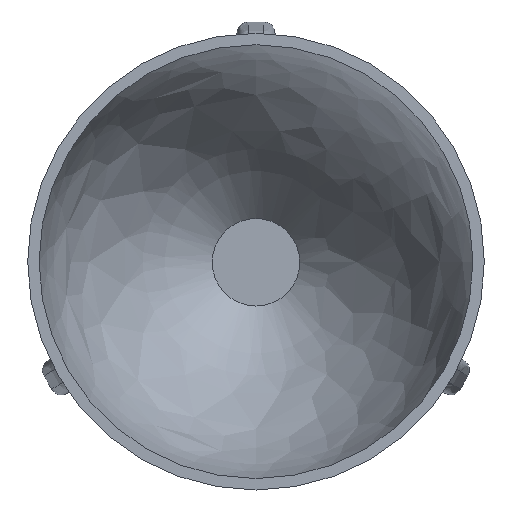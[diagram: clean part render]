
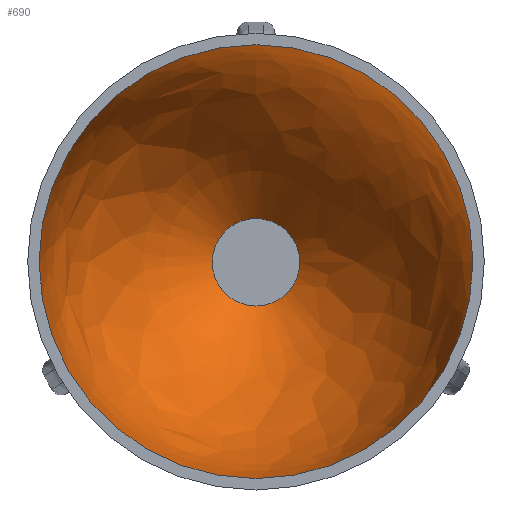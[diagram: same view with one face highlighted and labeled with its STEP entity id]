
A CAD part, top view. The second image highlights one B-rep face of the part: STEP entity #690.
In plain terms, the highlighted free-form (B-spline) face has degree [2, 2] with [3, 9] control points.
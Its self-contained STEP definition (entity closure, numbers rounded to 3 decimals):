
#121=FACE_OUTER_BOUND('',#163,.T.);
#163=EDGE_LOOP('',(#625,#626,#627,#628,#629));
#256=CIRCLE('',#765,56.997);
#257=CIRCLE('',#766,138.878);
#258=CIRCLE('',#767,11.5);
#259=CIRCLE('',#768,11.5);
#327=VERTEX_POINT('',#1902);
#328=VERTEX_POINT('',#1904);
#329=VERTEX_POINT('',#1906);
#432=EDGE_CURVE('',#327,#327,#256,.T.);
#433=EDGE_CURVE('',#327,#328,#257,.T.);
#434=EDGE_CURVE('',#328,#329,#258,.F.);
#435=EDGE_CURVE('',#329,#328,#259,.F.);
#625=ORIENTED_EDGE('',*,*,#432,.F.);
#626=ORIENTED_EDGE('',*,*,#433,.T.);
#627=ORIENTED_EDGE('',*,*,#434,.T.);
#628=ORIENTED_EDGE('',*,*,#435,.T.);
#629=ORIENTED_EDGE('',*,*,#433,.F.);
#653=(
BOUNDED_SURFACE()
B_SPLINE_SURFACE(2,2,((#1875,#1876,#1877,#1878,#1879,#1880,#1881,#1882,
#1883),(#1884,#1885,#1886,#1887,#1888,#1889,#1890,#1891,#1892),(#1893,#1894,
#1895,#1896,#1897,#1898,#1899,#1900,#1901)),.UNSPECIFIED.,.F.,.T.,.F.)
B_SPLINE_SURFACE_WITH_KNOTS((3,3),(3,2,2,2,3),(0.046,0.835),
(-3.142,-1.571,0.,1.571,3.142),
 .UNSPECIFIED.)
GEOMETRIC_REPRESENTATION_ITEM()
RATIONAL_B_SPLINE_SURFACE(((1.,0.707,1.,0.707,1.,
0.707,1.,0.707,1.),(0.923,0.653,
0.923,0.653,0.923,0.653,0.923,
0.653,0.923),(1.,0.707,1.,0.707,
1.,0.707,1.,0.707,1.)))
REPRESENTATION_ITEM('')
SURFACE()
);
#690=ADVANCED_FACE('',(#121),#653,.T.);
#765=AXIS2_PLACEMENT_3D('',#1903,#900,#901);
#766=AXIS2_PLACEMENT_3D('',#1905,#902,#903);
#767=AXIS2_PLACEMENT_3D('',#1907,#904,#905);
#768=AXIS2_PLACEMENT_3D('',#1908,#906,#907);
#900=DIRECTION('center_axis',(0.,0.,-1.));
#901=DIRECTION('ref_axis',(-1.,0.,0.));
#902=DIRECTION('center_axis',(0.,1.,0.));
#903=DIRECTION('ref_axis',(1.,0.,0.));
#904=DIRECTION('center_axis',(0.,0.,1.));
#905=DIRECTION('ref_axis',(1.,0.,0.));
#906=DIRECTION('center_axis',(0.,0.,1.));
#907=DIRECTION('ref_axis',(1.,0.,0.));
#1875=CARTESIAN_POINT('Ctrl Pts',(56.997,0.,99.619));
#1876=CARTESIAN_POINT('Ctrl Pts',(56.997,-56.997,99.619));
#1877=CARTESIAN_POINT('Ctrl Pts',(0.,-56.997,99.619));
#1878=CARTESIAN_POINT('Ctrl Pts',(-56.997,-56.997,99.619));
#1879=CARTESIAN_POINT('Ctrl Pts',(-56.997,0.,99.619));
#1880=CARTESIAN_POINT('Ctrl Pts',(-56.997,56.997,99.619));
#1881=CARTESIAN_POINT('Ctrl Pts',(0.,56.997,99.619));
#1882=CARTESIAN_POINT('Ctrl Pts',(56.997,56.997,99.619));
#1883=CARTESIAN_POINT('Ctrl Pts',(56.997,0.,99.619));
#1884=CARTESIAN_POINT('Ctrl Pts',(54.353,0.,41.858));
#1885=CARTESIAN_POINT('Ctrl Pts',(54.353,-54.353,41.858));
#1886=CARTESIAN_POINT('Ctrl Pts',(0.,-54.353,41.858));
#1887=CARTESIAN_POINT('Ctrl Pts',(-54.353,-54.353,41.858));
#1888=CARTESIAN_POINT('Ctrl Pts',(-54.353,0.,41.858));
#1889=CARTESIAN_POINT('Ctrl Pts',(-54.353,54.353,41.858));
#1890=CARTESIAN_POINT('Ctrl Pts',(0.,54.353,41.858));
#1891=CARTESIAN_POINT('Ctrl Pts',(54.353,54.353,41.858));
#1892=CARTESIAN_POINT('Ctrl Pts',(54.353,0.,41.858));
#1893=CARTESIAN_POINT('Ctrl Pts',(11.5,0.,3.04));
#1894=CARTESIAN_POINT('Ctrl Pts',(11.5,-11.5,3.04));
#1895=CARTESIAN_POINT('Ctrl Pts',(0.,-11.5,3.04));
#1896=CARTESIAN_POINT('Ctrl Pts',(-11.5,-11.5,3.04));
#1897=CARTESIAN_POINT('Ctrl Pts',(-11.5,0.,3.04));
#1898=CARTESIAN_POINT('Ctrl Pts',(-11.5,11.5,3.04));
#1899=CARTESIAN_POINT('Ctrl Pts',(0.,11.5,3.04));
#1900=CARTESIAN_POINT('Ctrl Pts',(11.5,11.5,3.04));
#1901=CARTESIAN_POINT('Ctrl Pts',(11.5,0.,3.04));
#1902=CARTESIAN_POINT('',(56.997,0.,99.619));
#1903=CARTESIAN_POINT('Origin',(0.,0.,99.619));
#1904=CARTESIAN_POINT('',(11.5,0.,3.04));
#1905=CARTESIAN_POINT('Origin',(-81.736,0.,
105.968));
#1906=CARTESIAN_POINT('',(-11.5,0.,3.04));
#1907=CARTESIAN_POINT('Origin',(0.,0.,3.04));
#1908=CARTESIAN_POINT('Origin',(0.,0.,3.04));
